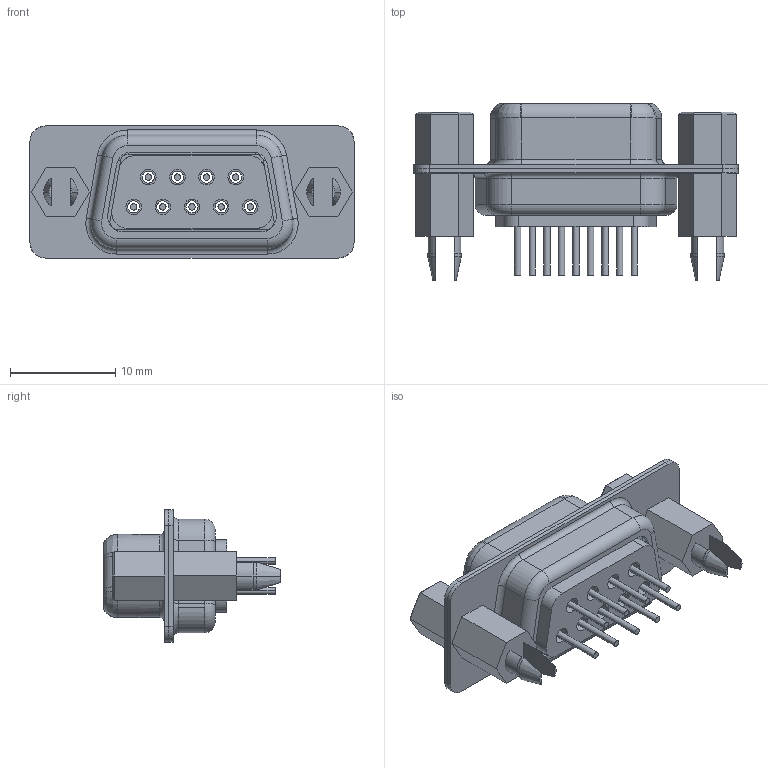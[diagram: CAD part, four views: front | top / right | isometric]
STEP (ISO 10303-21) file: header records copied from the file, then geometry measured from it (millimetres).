
FILE_DESCRIPTION(('CATIA V5 STEP','CAx-IF Rec.Pracs.--- Model Styling and Organization---1.4--- 2014-01-23'),'2;1');
FILE_NAME ('211242-2_0_2626670000_2626670000.stp','2019-01-07T10:46:41+00:00',('none'),('Weidmueller'),'CATIA Version 5-6 Release 2016 SP3 HF44','CATIA V5 STEP AP214','none');
FILE_SCHEMA(('AUTOMOTIVE_DESIGN { 1 0 10303 214 1 1 1 1 }'));
Length unit declared in the file: millimetre
Products named in the file (1): 2626670000
Bounding box: 30.81 x 16.8 x 12.55 mm (x, y, z)
Volume: 1883.8 mm3; surface area: 4589.1 mm2
Topology: 17 solids, 17 shells, 662 faces, 1620 edges, 1022 vertices
Faces by surface type: cylinder 320, plane 168, cone 98, bspline 52, torus 24
Entity records: 34309 total; most frequent: CARTESIAN_POINT 19637, ORIENTED_EDGE 3224, DIRECTION 2374, EDGE_CURVE 1612, AXIS2_PLACEMENT_3D 1083, VERTEX_POINT 1022, EDGE_LOOP 748, VECTOR 682
